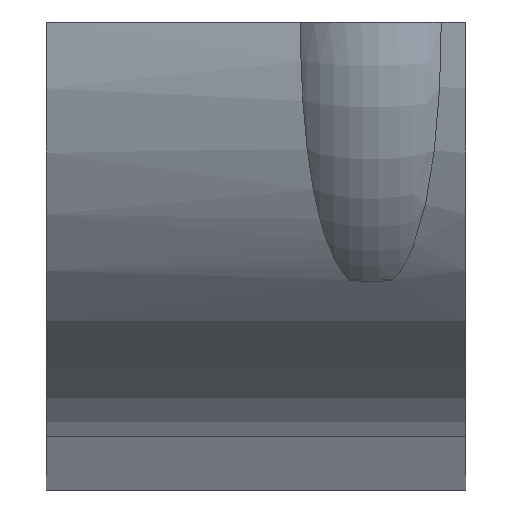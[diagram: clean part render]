
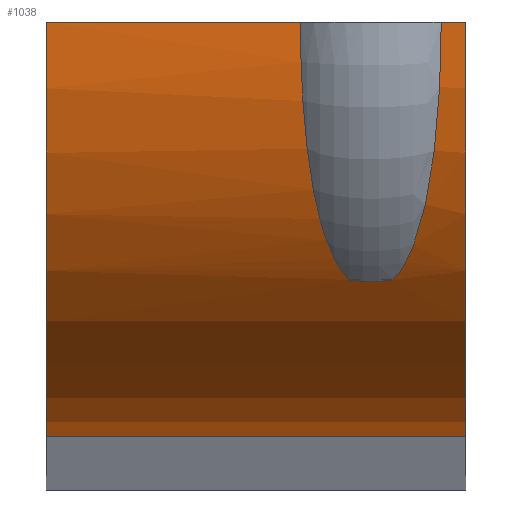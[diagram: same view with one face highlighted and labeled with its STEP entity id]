
A CAD part, top view. The second image highlights one B-rep face of the part: STEP entity #1038.
In plain terms, the highlighted cylindrical face has radius 51.5 mm (diameter 103 mm), a partial arc.
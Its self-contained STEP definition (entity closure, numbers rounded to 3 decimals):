
#19 = CARTESIAN_POINT ( 'NONE',  ( 51.7, 0., 0. ) ) ;
#25 = VECTOR ( 'NONE', #1049, 1000. ) ;
#26 = ORIENTED_EDGE ( 'NONE', *, *, #844, .F. ) ;
#27 = VERTEX_POINT ( 'NONE', #715 ) ;
#38 = CARTESIAN_POINT ( 'NONE',  ( 32.749, -19.865, 47.536 ) ) ;
#58 = CARTESIAN_POINT ( 'NONE',  ( 31.365, -3.662, 51.375 ) ) ;
#77 = AXIS2_PLACEMENT_3D ( 'NONE', #240, #128, #682 ) ;
#83 = CARTESIAN_POINT ( 'NONE',  ( 48.349, -10.133, 50.499 ) ) ;
#93 = DIRECTION ( 'NONE',  ( 0., 0., 1. ) ) ;
#111 = DIRECTION ( 'NONE',  ( -1., 0., 0. ) ) ;
#113 = CARTESIAN_POINT ( 'NONE',  ( 51.7, -51.018, 7.032 ) ) ;
#116 = EDGE_CURVE ( 'NONE', #466, #508, #315, .T. ) ;
#126 = CARTESIAN_POINT ( 'NONE',  ( 51.7, 0., 51.5 ) ) ;
#128 = DIRECTION ( 'NONE',  ( 1., 0., 0. ) ) ;
#141 = CARTESIAN_POINT ( 'NONE',  ( 31.974, -14.4, 49.531 ) ) ;
#146 = CARTESIAN_POINT ( 'NONE',  ( 33.563, -23.775, 45.706 ) ) ;
#151 = DIRECTION ( 'NONE',  ( 1., 0., 0. ) ) ;
#162 = CARTESIAN_POINT ( 'NONE',  ( 32.53, -18.508, 48.081 ) ) ;
#169 = ORIENTED_EDGE ( 'NONE', *, *, #798, .F. ) ;
#188 = VECTOR ( 'NONE', #1107, 1000. ) ;
#214 = VECTOR ( 'NONE', #151, 1000. ) ;
#240 = CARTESIAN_POINT ( 'NONE',  ( 0., 0., 0. ) ) ;
#256 = CARTESIAN_POINT ( 'NONE',  ( 35.491, -29.177, 42.443 ) ) ;
#262 = CARTESIAN_POINT ( 'NONE',  ( 51.7, 0., 51.5 ) ) ;
#269 = CARTESIAN_POINT ( 'NONE',  ( 37.269, -31.752, 40.547 ) ) ;
#311 = VECTOR ( 'NONE', #1307, 1000. ) ;
#312 = CARTESIAN_POINT ( 'NONE',  ( 43.168, -31.273, 40.919 ) ) ;
#315 = LINE ( 'NONE', #615, #25 ) ;
#370 = CARTESIAN_POINT ( 'NONE',  ( 31.729, -11.597, 50.261 ) ) ;
#383 = CARTESIAN_POINT ( 'NONE',  ( 42.731, -31.752, 40.547 ) ) ;
#385 = CARTESIAN_POINT ( 'NONE',  ( 36.836, -31.278, 40.915 ) ) ;
#406 = VERTEX_POINT ( 'NONE', #113 ) ;
#415 = CARTESIAN_POINT ( 'NONE',  ( 46.447, -23.734, 45.727 ) ) ;
#425 = CARTESIAN_POINT ( 'NONE',  ( 48.675, -2.923, 51.5 ) ) ;
#433 = ORIENTED_EDGE ( 'NONE', *, *, #1340, .T. ) ;
#435 = CYLINDRICAL_SURFACE ( 'NONE', #1343, 51.5 ) ;
#440 = B_SPLINE_CURVE_WITH_KNOTS ( 'NONE', 3,
 ( #269, #689, #385, #910, #903, #577, #256, #1334, #1244, #1024, #1011, #146, #470, #38, #162, #141, #370, #1323, #599, #58, #584, #1031, #486, #1125 ),
 .UNSPECIFIED., .F., .F.,
 ( 4, 2, 2, 2, 2, 2, 2, 2, 2, 2, 2, 4 ),
 ( 0., 0.001, 0.003, 0.005, 0.007, 0.009, 0.014, 0.018, 0.027, 0.031, 0.033, 0.035 ),
 .UNSPECIFIED. ) ;
#446 = ORIENTED_EDGE ( 'NONE', *, *, #1232, .T. ) ;
#450 = LINE ( 'NONE', #876, #311 ) ;
#455 = EDGE_CURVE ( 'NONE', #558, #406, #482, .T. ) ;
#456 = DIRECTION ( 'NONE',  ( 1., 0., 0. ) ) ;
#466 = VERTEX_POINT ( 'NONE', #782 ) ;
#470 = CARTESIAN_POINT ( 'NONE',  ( 33.265, -22.496, 46.349 ) ) ;
#482 = CIRCLE ( 'NONE', #1364, 51.5 ) ;
#483 = VERTEX_POINT ( 'NONE', #767 ) ;
#486 = CARTESIAN_POINT ( 'NONE',  ( 31.325, -0.73, 51.5 ) ) ;
#508 = VERTEX_POINT ( 'NONE', #1231 ) ;
#517 = CARTESIAN_POINT ( 'NONE',  ( 47.837, -15.8, 49.038 ) ) ;
#533 = CARTESIAN_POINT ( 'NONE',  ( 44.232, -29.708, 42.073 ) ) ;
#536 = CARTESIAN_POINT ( 'NONE',  ( 51.7, 0., 0. ) ) ;
#539 = EDGE_CURVE ( 'NONE', #466, #483, #440, .T. ) ;
#542 = ORIENTED_EDGE ( 'NONE', *, *, #1086, .F. ) ;
#558 = VERTEX_POINT ( 'NONE', #262 ) ;
#575 = LINE ( 'NONE', #886, #188 ) ;
#577 = CARTESIAN_POINT ( 'NONE',  ( 35.781, -29.73, 42.057 ) ) ;
#584 = CARTESIAN_POINT ( 'NONE',  ( 31.35, -2.926, 51.422 ) ) ;
#599 = CARTESIAN_POINT ( 'NONE',  ( 31.425, -5.856, 51.187 ) ) ;
#615 = CARTESIAN_POINT ( 'NONE',  ( 51.7, -31.752, 40.547 ) ) ;
#638 = CARTESIAN_POINT ( 'NONE',  ( 47.991, -14.409, 49.465 ) ) ;
#642 = CARTESIAN_POINT ( 'NONE',  ( 0., -51.018, 7.032 ) ) ;
#648 = CARTESIAN_POINT ( 'NONE',  ( 43.732, -30.507, 41.493 ) ) ;
#682 = DIRECTION ( 'NONE',  ( 0., 0., -1. ) ) ;
#689 = CARTESIAN_POINT ( 'NONE',  ( 37.041, -31.52, 40.728 ) ) ;
#708 = CARTESIAN_POINT ( 'NONE',  ( 46.742, -22.461, 46.366 ) ) ;
#715 = CARTESIAN_POINT ( 'NONE',  ( 0., 0., 51.5 ) ) ;
#758 = CARTESIAN_POINT ( 'NONE',  ( 45.286, -27.412, 43.604 ) ) ;
#767 = CARTESIAN_POINT ( 'NONE',  ( 31.325, 0., 51.5 ) ) ;
#782 = CARTESIAN_POINT ( 'NONE',  ( 37.269, -31.752, 40.547 ) ) ;
#798 = EDGE_CURVE ( 'NONE', #406, #1033, #450, .T. ) ;
#816 = CARTESIAN_POINT ( 'NONE',  ( 48.395, -9.416, 50.637 ) ) ;
#827 = CIRCLE ( 'NONE', #77, 51.5 ) ;
#844 = EDGE_CURVE ( 'NONE', #27, #483, #1124, .T. ) ;
#846 = CARTESIAN_POINT ( 'NONE',  ( 45.911, -25.594, 44.695 ) ) ;
#876 = CARTESIAN_POINT ( 'NONE',  ( 51.7, -51.018, 7.032 ) ) ;
#886 = CARTESIAN_POINT ( 'NONE',  ( 51.7, 0., 51.5 ) ) ;
#903 = CARTESIAN_POINT ( 'NONE',  ( 36.278, -30.521, 41.483 ) ) ;
#904 = B_SPLINE_CURVE_WITH_KNOTS ( 'NONE', 3,
 ( #1380, #425, #1055, #816, #83, #914, #1181, #638, #517, #950, #1346, #708, #415, #846, #1273, #758, #1188, #1071, #533, #648, #967, #312, #1399, #383 ),
 .UNSPECIFIED., .F., .F.,
 ( 4, 2, 2, 2, 2, 2, 2, 2, 2, 2, 2, 4 ),
 ( 0.035, 0.044, 0.046, 0.049, 0.053, 0.057, 0.062, 0.064, 0.066, 0.068, 0.07, 0.071 ),
 .UNSPECIFIED. ) ;
#910 = CARTESIAN_POINT ( 'NONE',  ( 36.454, -30.779, 41.292 ) ) ;
#914 = CARTESIAN_POINT ( 'NONE',  ( 48.244, -11.564, 50.19 ) ) ;
#924 = ORIENTED_EDGE ( 'NONE', *, *, #116, .F. ) ;
#950 = CARTESIAN_POINT ( 'NONE',  ( 47.467, -18.523, 48.075 ) ) ;
#954 = EDGE_LOOP ( 'NONE', ( #26, #433, #169, #1080, #542, #446, #924, #1279 ) ) ;
#967 = CARTESIAN_POINT ( 'NONE',  ( 43.554, -30.767, 41.301 ) ) ;
#980 = FACE_OUTER_BOUND ( 'NONE', #954, .T. ) ;
#1011 = CARTESIAN_POINT ( 'NONE',  ( 34.101, -25.634, 44.673 ) ) ;
#1024 = CARTESIAN_POINT ( 'NONE',  ( 34.296, -26.244, 44.317 ) ) ;
#1031 = CARTESIAN_POINT ( 'NONE',  ( 31.33, -1.461, 51.485 ) ) ;
#1033 = VERTEX_POINT ( 'NONE', #642 ) ;
#1038 = ADVANCED_FACE ( 'NONE', ( #980 ), #435, .T. ) ;
#1049 = DIRECTION ( 'NONE',  ( 1., 0., 0. ) ) ;
#1055 = CARTESIAN_POINT ( 'NONE',  ( 48.599, -5.822, 51.253 ) ) ;
#1071 = CARTESIAN_POINT ( 'NONE',  ( 44.521, -29.153, 42.46 ) ) ;
#1080 = ORIENTED_EDGE ( 'NONE', *, *, #455, .F. ) ;
#1086 = EDGE_CURVE ( 'NONE', #1255, #558, #575, .T. ) ;
#1107 = DIRECTION ( 'NONE',  ( 1., 0., 0. ) ) ;
#1124 = LINE ( 'NONE', #126, #214 ) ;
#1125 = CARTESIAN_POINT ( 'NONE',  ( 31.325, 0., 51.5 ) ) ;
#1172 = CARTESIAN_POINT ( 'NONE',  ( 48.675, 0., 51.5 ) ) ;
#1181 = CARTESIAN_POINT ( 'NONE',  ( 48.186, -12.279, 50.02 ) ) ;
#1188 = CARTESIAN_POINT ( 'NONE',  ( 45.048, -28.006, 43.225 ) ) ;
#1231 = CARTESIAN_POINT ( 'NONE',  ( 42.731, -31.752, 40.547 ) ) ;
#1232 = EDGE_CURVE ( 'NONE', #1255, #508, #904, .T. ) ;
#1244 = CARTESIAN_POINT ( 'NONE',  ( 34.726, -27.442, 43.585 ) ) ;
#1255 = VERTEX_POINT ( 'NONE', #1172 ) ;
#1273 = CARTESIAN_POINT ( 'NONE',  ( 45.717, -26.206, 44.339 ) ) ;
#1279 = ORIENTED_EDGE ( 'NONE', *, *, #539, .T. ) ;
#1307 = DIRECTION ( 'NONE',  ( -1., 0., 0. ) ) ;
#1313 = DIRECTION ( 'NONE',  ( 0., 0., -1. ) ) ;
#1323 = CARTESIAN_POINT ( 'NONE',  ( 31.485, -7.303, 51. ) ) ;
#1334 = CARTESIAN_POINT ( 'NONE',  ( 34.963, -28.033, 43.208 ) ) ;
#1340 = EDGE_CURVE ( 'NONE', #27, #1033, #827, .T. ) ;
#1343 = AXIS2_PLACEMENT_3D ( 'NONE', #536, #111, #93 ) ;
#1346 = CARTESIAN_POINT ( 'NONE',  ( 47.252, -19.856, 47.54 ) ) ;
#1364 = AXIS2_PLACEMENT_3D ( 'NONE', #19, #456, #1313 ) ;
#1380 = CARTESIAN_POINT ( 'NONE',  ( 48.675, 0., 51.5 ) ) ;
#1399 = CARTESIAN_POINT ( 'NONE',  ( 42.959, -31.52, 40.729 ) ) ;
